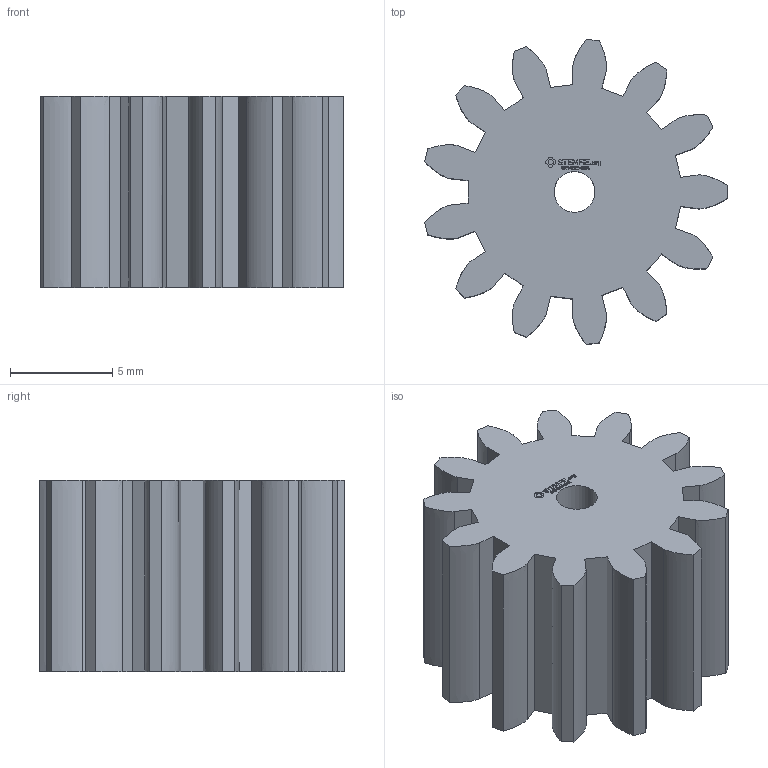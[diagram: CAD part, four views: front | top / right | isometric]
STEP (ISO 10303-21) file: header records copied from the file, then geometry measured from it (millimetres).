
FILE_DESCRIPTION(('FreeCAD Model'),'2;1');
FILE_NAME('Open CASCADE Shape Model','2024-03-09T17:12:58',(''),(''), 'Open CASCADE STEP processor 7.6','FreeCAD','Unknown');
FILE_SCHEMA(('AUTOMOTIVE_DESIGN { 1 0 10303 214 1 1 1 1 }'));
Length unit declared in the file: millimetre
Products named in the file (1): Gear Wheel PLN TTH13 BU00.75 SFT2.0mm - SPN-GWH-0031 (stemfie.org)
Bounding box: 14.84 x 14.95 x 9.38 mm (x, y, z)
Volume: 1161.5 mm3; surface area: 1107.4 mm2
Topology: 1 solids, 1 shells, 551 faces, 1557 edges, 1038 vertices
Faces by surface type: plane 322, extrusion 228, cylinder 1
Full cylindrical faces by diameter (mm): 2 x1
Entity records: 41016 total; most frequent: CARTESIAN_POINT 10771, DIRECTION 4637, VECTOR 3983, LINE 3755, ORIENTED_EDGE 3114, PCURVE 3114, DEFINITIONAL_REPRESENTATION 3114, EDGE_CURVE 1557
